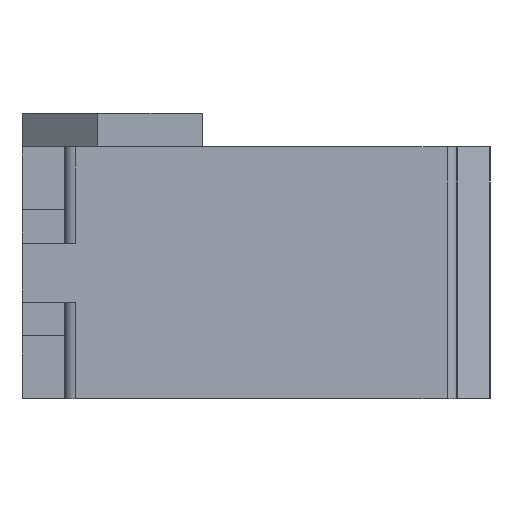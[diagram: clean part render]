
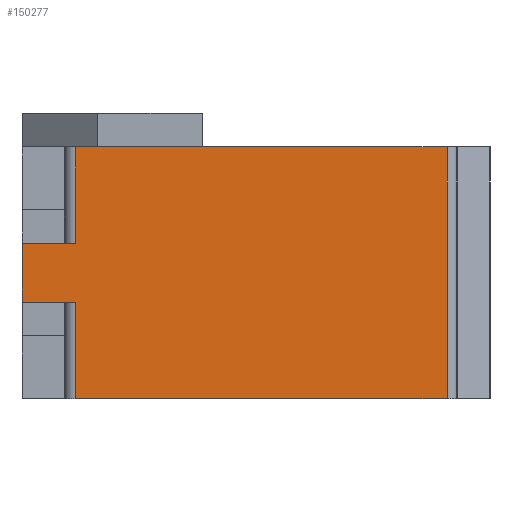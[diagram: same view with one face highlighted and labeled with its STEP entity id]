
A CAD part, left-side view. The second image highlights one B-rep face of the part: STEP entity #150277.
In plain terms, the highlighted planar face has unit normal (-1, 0, 0).
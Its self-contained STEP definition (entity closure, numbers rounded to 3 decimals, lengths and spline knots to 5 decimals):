
#13453=FACE_OUTER_BOUND('',#21493,.T.);
#21493=EDGE_LOOP('',(#128548,#128549,#128550,#128551,#128552,#128553,#128554,
#128555));
#38602=LINE('',#247731,#55727);
#38625=LINE('',#247790,#55750);
#38630=LINE('',#247803,#55755);
#38634=LINE('',#247813,#55759);
#38635=LINE('',#247816,#55760);
#38636=LINE('',#247818,#55761);
#38637=LINE('',#247820,#55762);
#38638=LINE('',#247821,#55763);
#55727=VECTOR('',#194600,0.3937);
#55750=VECTOR('',#194653,0.3937);
#55755=VECTOR('',#194668,0.3937);
#55759=VECTOR('',#194678,0.3937);
#55760=VECTOR('',#194681,0.3937);
#55761=VECTOR('',#194682,0.3937);
#55762=VECTOR('',#194683,0.3937);
#55763=VECTOR('',#194684,0.3937);
#68243=VERTEX_POINT('',#247727);
#68244=VERTEX_POINT('',#247729);
#68265=VERTEX_POINT('',#247789);
#68268=VERTEX_POINT('',#247801);
#68271=VERTEX_POINT('',#247811);
#68272=VERTEX_POINT('',#247815);
#68273=VERTEX_POINT('',#247817);
#68274=VERTEX_POINT('',#247819);
#88510=EDGE_CURVE('',#68243,#68244,#38602,.T.);
#88539=EDGE_CURVE('',#68243,#68265,#38625,.T.);
#88548=EDGE_CURVE('',#68268,#68244,#38630,.T.);
#88553=EDGE_CURVE('',#68271,#68268,#38634,.T.);
#88554=EDGE_CURVE('',#68271,#68272,#38635,.T.);
#88555=EDGE_CURVE('',#68273,#68272,#38636,.T.);
#88556=EDGE_CURVE('',#68273,#68274,#38637,.T.);
#88557=EDGE_CURVE('',#68265,#68274,#38638,.T.);
#128548=ORIENTED_EDGE('',*,*,#88510,.T.);
#128549=ORIENTED_EDGE('',*,*,#88548,.F.);
#128550=ORIENTED_EDGE('',*,*,#88553,.F.);
#128551=ORIENTED_EDGE('',*,*,#88554,.T.);
#128552=ORIENTED_EDGE('',*,*,#88555,.F.);
#128553=ORIENTED_EDGE('',*,*,#88556,.T.);
#128554=ORIENTED_EDGE('',*,*,#88557,.F.);
#128555=ORIENTED_EDGE('',*,*,#88539,.F.);
#134806=PLANE('',#159433);
#150277=ADVANCED_FACE('',(#13453),#134806,.T.);
#159433=AXIS2_PLACEMENT_3D('',#247814,#194679,#194680);
#194600=DIRECTION('',(0.,0.,1.));
#194653=DIRECTION('',(0.,1.,0.));
#194668=DIRECTION('',(0.,-1.,0.));
#194678=DIRECTION('',(0.,0.,1.));
#194679=DIRECTION('center_axis',(-1.,0.,0.));
#194680=DIRECTION('ref_axis',(0.,-1.,0.));
#194681=DIRECTION('',(0.,1.,0.));
#194682=DIRECTION('',(0.,0.,1.));
#194683=DIRECTION('',(0.,-1.,0.));
#194684=DIRECTION('',(0.,0.,1.));
#247727=CARTESIAN_POINT('',(-1.72485,-0.3745,-0.136));
#247729=CARTESIAN_POINT('',(-1.72485,-0.3745,0.104));
#247731=CARTESIAN_POINT('',(-1.72485,-0.3745,0.104));
#247789=CARTESIAN_POINT('',(-1.72485,-0.02019,-0.136));
#247790=CARTESIAN_POINT('',(-1.72485,0.03056,-0.136));
#247801=CARTESIAN_POINT('',(-1.72485,-0.02019,0.104));
#247803=CARTESIAN_POINT('',(-1.72485,0.03056,0.104));
#247811=CARTESIAN_POINT('',(-1.72485,-0.02019,0.012));
#247813=CARTESIAN_POINT('',(-1.72485,-0.02019,0.044));
#247814=CARTESIAN_POINT('Origin',(-1.72485,0.03056,
-0.016));
#247815=CARTESIAN_POINT('',(-1.72485,0.03056,0.012));
#247816=CARTESIAN_POINT('',(-1.72485,0.01056,0.012));
#247817=CARTESIAN_POINT('',(-1.72485,0.03056,-0.044));
#247818=CARTESIAN_POINT('',(-1.72485,0.03056,-0.016));
#247819=CARTESIAN_POINT('',(-1.72485,-0.02019,-0.044));
#247820=CARTESIAN_POINT('',(-1.72485,0.03056,-0.044));
#247821=CARTESIAN_POINT('',(-1.72485,-0.02019,-0.03));
